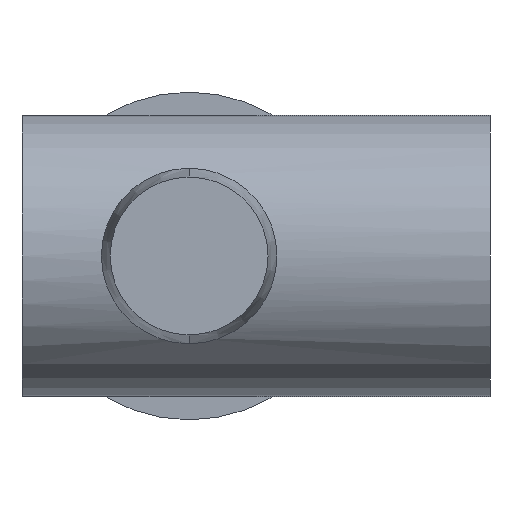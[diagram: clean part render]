
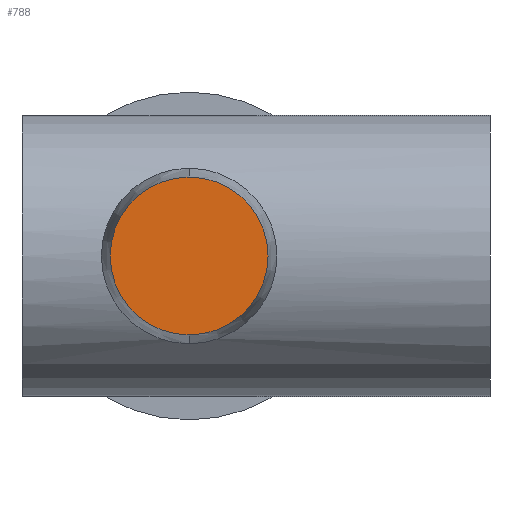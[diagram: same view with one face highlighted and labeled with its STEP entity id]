
A CAD part, left-side view. The second image highlights one B-rep face of the part: STEP entity #788.
In plain terms, the highlighted planar face has unit normal (-1, 0, 0).
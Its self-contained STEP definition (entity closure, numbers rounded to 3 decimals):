
#81 = EDGE_CURVE ( 'NONE', #1070, #423, #369, .T. ) ;
#127 = AXIS2_PLACEMENT_3D ( 'NONE', #1018, #596, #1129 ) ;
#192 = CIRCLE ( 'NONE', #127, 4.721 ) ;
#369 = CIRCLE ( 'NONE', #1227, 4.721 ) ;
#423 = VERTEX_POINT ( 'NONE', #1207 ) ;
#509 = EDGE_CURVE ( 'NONE', #423, #1070, #192, .T. ) ;
#522 = DIRECTION ( 'NONE',  ( -1., 0., 0. ) ) ;
#596 = DIRECTION ( 'NONE',  ( 1., 0., 0. ) ) ;
#638 = ORIENTED_EDGE ( 'NONE', *, *, #509, .F. ) ;
#736 = CARTESIAN_POINT ( 'NONE',  ( -50., 0., -2.361 ) ) ;
#788 = ADVANCED_FACE ( 'NONE', ( #946 ), #842, .T. ) ;
#840 = AXIS2_PLACEMENT_3D ( 'NONE', #736, #522, #1056 ) ;
#842 = PLANE ( 'NONE',  #840 ) ;
#946 = FACE_OUTER_BOUND ( 'NONE', #1257, .T. ) ;
#1018 = CARTESIAN_POINT ( 'NONE',  ( -50., 0., 0. ) ) ;
#1056 = DIRECTION ( 'NONE',  ( 0., 0., 1. ) ) ;
#1058 = DIRECTION ( 'NONE',  ( 1., 0., 0. ) ) ;
#1070 = VERTEX_POINT ( 'NONE', #1314 ) ;
#1129 = DIRECTION ( 'NONE',  ( 0., 0., -1. ) ) ;
#1157 = CARTESIAN_POINT ( 'NONE',  ( -50., 0., 0. ) ) ;
#1207 = CARTESIAN_POINT ( 'NONE',  ( -50., 0., -4.721 ) ) ;
#1227 = AXIS2_PLACEMENT_3D ( 'NONE', #1157, #1058, #1262 ) ;
#1257 = EDGE_LOOP ( 'NONE', ( #638, #1327 ) ) ;
#1262 = DIRECTION ( 'NONE',  ( 0., 0., -1. ) ) ;
#1314 = CARTESIAN_POINT ( 'NONE',  ( -50., 0., 4.721 ) ) ;
#1327 = ORIENTED_EDGE ( 'NONE', *, *, #81, .F. ) ;
